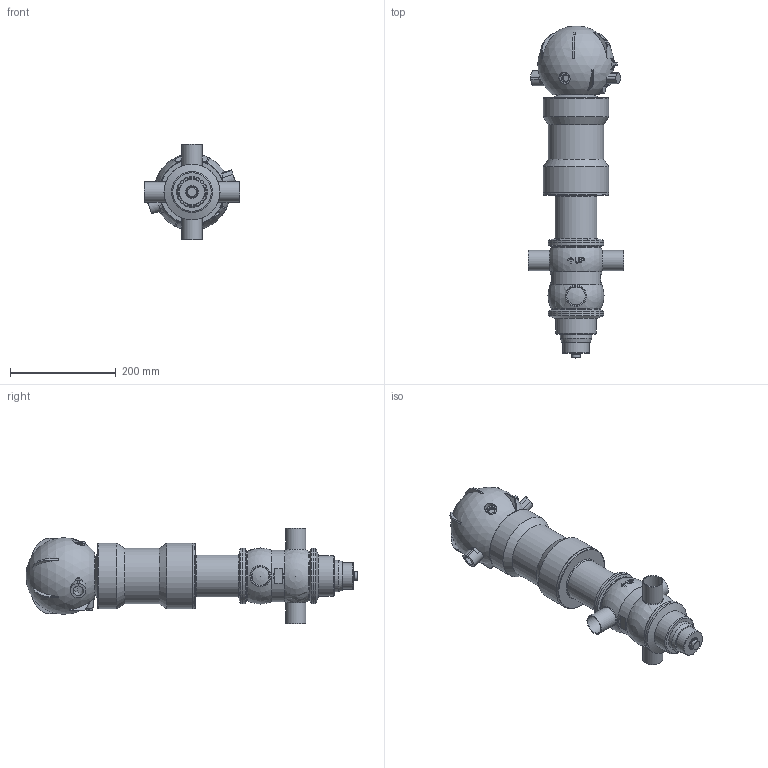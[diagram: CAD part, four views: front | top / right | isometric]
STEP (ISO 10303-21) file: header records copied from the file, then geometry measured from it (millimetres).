
FILE_DESCRIPTION(/* description */ ('B915PMO V.MIX DN38.1X1.65 4-90°TT SS EPD 316+PROX ESTERNO NC'),/* implementation_level */ '2;1');
FILE_NAME(/* name */ 'BC6ANX112BEAAAA-00^SAGOMA.step',/* time_stamp */ '2019-06-20T17:07:20+02:00',/* author */ (''),/* organization */ (''),/* preprocessor_version */ 'ST-DEVELOPER v17',/* originating_system */ 'Autodesk Inventor 2018',/* authorisation */ '');
FILE_SCHEMA (('CONFIG_CONTROL_DESIGN'));
Length unit declared in the file: millimetre
Products named in the file (6): BC6ANX112BEAAAA; 3DAAGIOTAE005; Cil86; AssemblaggioDN50; TSTDLL112BBA; TAPPO CORPO DN381
Assembly tree (5 placements, depth 2):
  BC6ANX112BEAAAA
    3DAAGIOTAE005
    Cil86
    AssemblaggioDN50
    TSTDLL112BBA
    TAPPO CORPO DN381
Bounding box: 180 x 628.3 x 180 mm (x, y, z)
Volume: 5397730.6 mm3; surface area: 362825.5 mm2
Topology: 5 solids, 5 shells, 475 faces, 1281 edges, 865 vertices
Faces by surface type: plane 306, cylinder 84, bspline 28, sphere 23, cone 17, torus 17
Full cylindrical faces by diameter (mm): 4 x1, 8 x4, 12.6 x1, 13 x3, 17 x1, 19 x1, 34.8 x4, 38.1 x4, 50 x1, 59 x1, 77 x1, 79 x1, 94 x2, 97 x1, 105 x5, 124 x3
Entity records: 16998 total; most frequent: CARTESIAN_POINT 4337, DIRECTION 2774, ORIENTED_EDGE 2544, EDGE_CURVE 1272, AXIS2_PLACEMENT_3D 1158, VERTEX_POINT 865, CIRCLE 694, EDGE_LOOP 535
